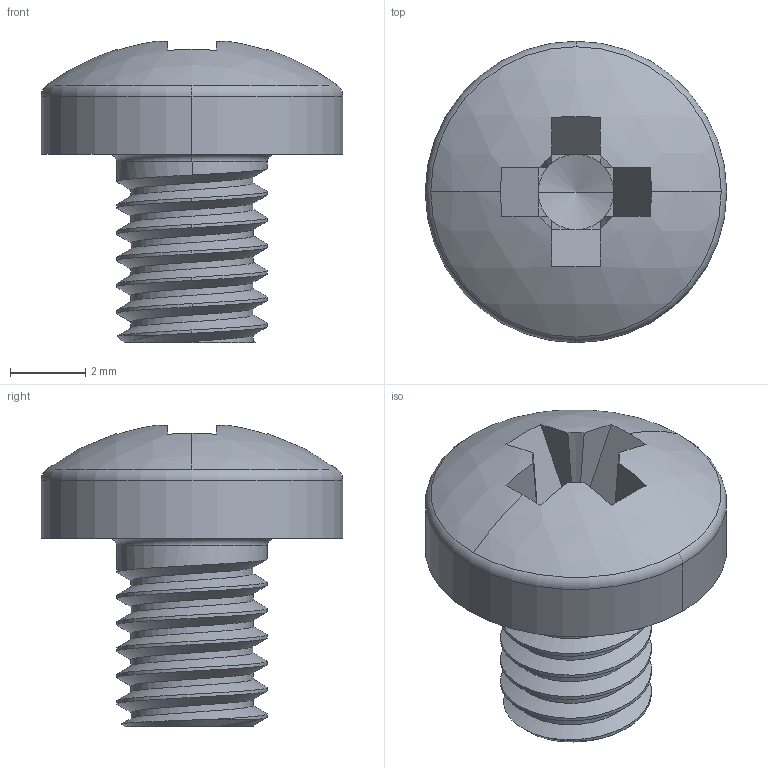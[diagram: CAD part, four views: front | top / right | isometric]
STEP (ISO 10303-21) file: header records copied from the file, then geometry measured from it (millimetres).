
FILE_DESCRIPTION(('FreeCAD Model'),'2;1');
FILE_NAME('PanHeadCrossRecessedScrew_M4x5.step', '2018-08-26T01:40:38',('kicad StepUp'),('ksu MCAD'), 'Open CASCADE STEP processor 6.8','FreeCAD','Unknown');
FILE_SCHEMA(('AUTOMOTIVE_DESIGN_CC2 { 1 2 10303 214 -1 1 5 4 }'));
Length unit declared in the file: millimetre
Products named in the file (2): ASSEMBLY; PanHeadCrossRecessedScrew_M4x5
Assembly tree (1 placements, depth 2):
  ASSEMBLY
    PanHeadCrossRecessedScrew_M4x5
Bounding box: 8 x 8 x 8 mm (x, y, z)
Volume: 159.9 mm3; surface area: 254 mm2
Topology: 1 solids, 1 shells, 60 faces, 150 edges, 91 vertices
Faces by surface type: plane 23, cylinder 16, cone 12, torus 4, bspline 3, sphere 2
Entity records: 2596 total; most frequent: CARTESIAN_POINT 1237, ORIENTED_EDGE 296, DIRECTION 273, EDGE_CURVE 148, AXIS2_PLACEMENT_3D 115, VERTEX_POINT 91, FACE_BOUND 61, EDGE_LOOP 61
